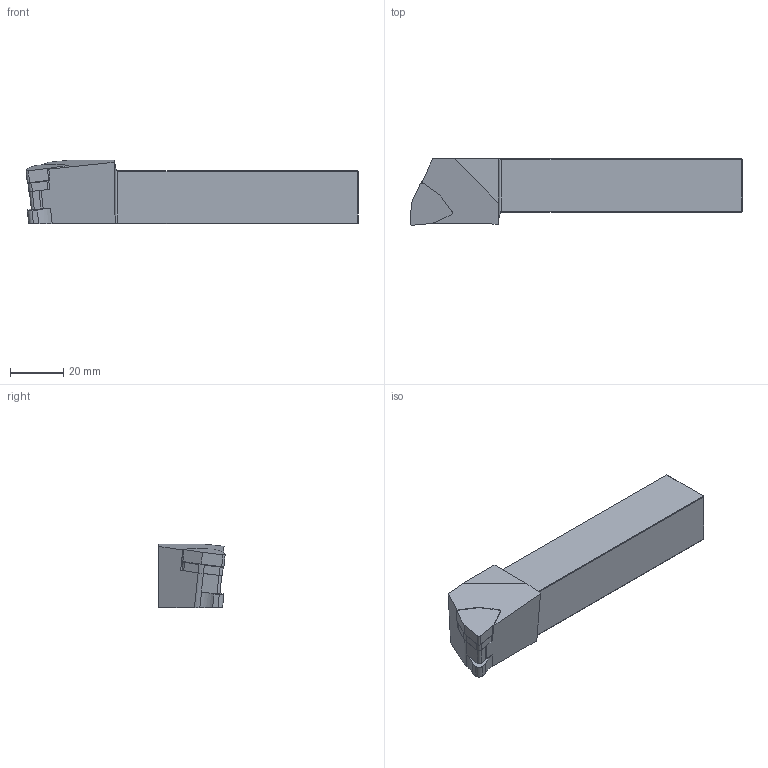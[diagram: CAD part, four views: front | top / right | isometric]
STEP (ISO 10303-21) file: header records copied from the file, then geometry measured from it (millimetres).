
FILE_DESCRIPTION(/* description */ (''),/* implementation_level */ '2;1');
FILE_NAME(/* name */ 'PWLNR-2020-K08-H.stp',/* time_stamp */ '2023-09-29T18:00:43+03:00',/* author */ (''),/* organization */ (''),/* preprocessor_version */ 'ST-DEVELOPER v19.4',/* originating_system */ 'SIEMENS PLM Software NX2306.3001',/* authorisation */ '');
FILE_SCHEMA (('AUTOMOTIVE_DESIGN { 1 0 10303 214 3 1 1 1 }'));
Length unit declared in the file: millimetre
Products named in the file (1): PWLNR-2020-K08-H
Bounding box: 124.93 x 25 x 24 mm (x, y, z)
Volume: 52216.9 mm3; surface area: 11588.5 mm2
Topology: 2 solids, 2 shells, 73 faces, 183 edges, 114 vertices
Faces by surface type: plane 53, cylinder 17, cone 2, bspline 1
Entity records: 2262 total; most frequent: CARTESIAN_POINT 396, ORIENTED_EDGE 366, DIRECTION 361, EDGE_CURVE 183, LINE 143, VECTOR 143, VERTEX_POINT 114, AXIS2_PLACEMENT_3D 109
